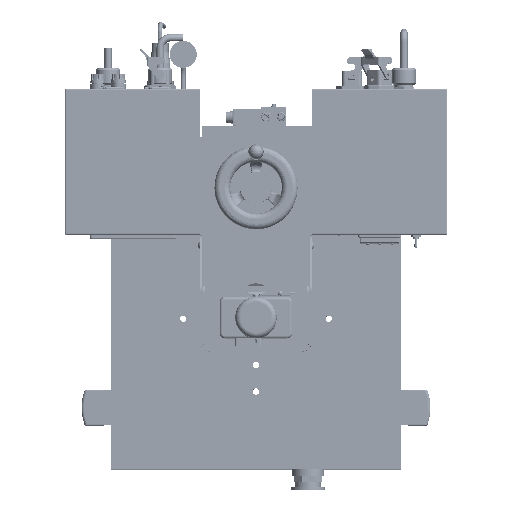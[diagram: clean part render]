
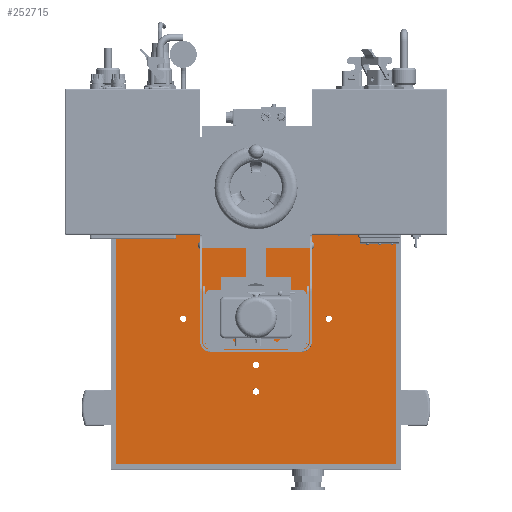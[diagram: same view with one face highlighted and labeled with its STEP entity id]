
A CAD part, top view. The second image highlights one B-rep face of the part: STEP entity #252715.
In plain terms, the highlighted planar face has unit normal (0, 0, 1).
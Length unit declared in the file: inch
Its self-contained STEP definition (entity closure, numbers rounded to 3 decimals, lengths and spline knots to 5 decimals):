
#252388=CARTESIAN_POINT('',(-4.25,1.155,-5.));
#252389=VERTEX_POINT('',#252388);
#252398=CARTESIAN_POINT('',(9.25,1.155,-5.));
#252399=VERTEX_POINT('',#252398);
#252400=CARTESIAN_POINT('',(2.5,1.155,-5.));
#252401=DIRECTION('',(1.,0.,0.));
#252402=VECTOR('',#252401,1.);
#252403=LINE('',#252400,#252402);
#252404=EDGE_CURVE('',#252389,#252399,#252403,.T.);
#252437=CARTESIAN_POINT('',(3.2495,-1.033,-5.));
#252438=VERTEX_POINT('',#252437);
#252445=CARTESIAN_POINT('',(3.4995,-1.033,-5.));
#252446=DIRECTION('',(0.,0.,-1.));
#252447=DIRECTION('',(1.,0.,0.));
#252448=AXIS2_PLACEMENT_3D('',#252445,#252446,#252447);
#252449=CIRCLE('',#252448,0.25);
#252450=EDGE_CURVE('',#252438,#252438,#252449,.T.);
#252470=CARTESIAN_POINT('',(2.2495,-2.22,-5.));
#252471=VERTEX_POINT('',#252470);
#252478=CARTESIAN_POINT('',(2.4995,-2.22,-5.));
#252479=DIRECTION('',(0.,0.,-1.));
#252480=DIRECTION('',(1.,0.,0.));
#252481=AXIS2_PLACEMENT_3D('',#252478,#252479,#252480);
#252482=CIRCLE('',#252481,0.25);
#252483=EDGE_CURVE('',#252471,#252471,#252482,.T.);
#252503=CARTESIAN_POINT('',(1.2505,-1.033,-5.));
#252504=VERTEX_POINT('',#252503);
#252511=CARTESIAN_POINT('',(1.5005,-1.033,-5.));
#252512=DIRECTION('',(0.,0.,-1.));
#252513=DIRECTION('',(1.,0.,0.));
#252514=AXIS2_PLACEMENT_3D('',#252511,#252512,#252513);
#252515=CIRCLE('',#252514,0.25);
#252516=EDGE_CURVE('',#252504,#252504,#252515,.T.);
#252536=CARTESIAN_POINT('',(2.2495,0.155,-5.));
#252537=VERTEX_POINT('',#252536);
#252544=CARTESIAN_POINT('',(2.4995,0.155,-5.));
#252545=DIRECTION('',(0.,0.,-1.));
#252546=DIRECTION('',(1.,0.,0.));
#252547=AXIS2_PLACEMENT_3D('',#252544,#252545,#252546);
#252548=CIRCLE('',#252547,0.25);
#252549=EDGE_CURVE('',#252537,#252537,#252548,.T.);
#252596=CARTESIAN_POINT('',(9.25,-14.345,-5.));
#252597=VERTEX_POINT('',#252596);
#252598=CARTESIAN_POINT('',(9.25,-6.595,-5.));
#252599=DIRECTION('',(0.,1.,0.));
#252600=VECTOR('',#252599,1.);
#252601=LINE('',#252598,#252600);
#252602=EDGE_CURVE('',#252597,#252399,#252601,.T.);
#252603=ORIENTED_EDGE('',*,*,#252602,.T.);
#252604=ORIENTED_EDGE('',*,*,#252404,.F.);
#252605=CARTESIAN_POINT('',(-4.25,-14.345,-5.));
#252606=VERTEX_POINT('',#252605);
#252607=CARTESIAN_POINT('',(-4.25,-6.595,-5.));
#252608=DIRECTION('',(0.,-1.,0.));
#252609=VECTOR('',#252608,1.);
#252610=LINE('',#252607,#252609);
#252611=EDGE_CURVE('',#252389,#252606,#252610,.T.);
#252612=ORIENTED_EDGE('',*,*,#252611,.T.);
#252613=CARTESIAN_POINT('',(2.5,-14.345,-5.));
#252614=DIRECTION('',(1.,0.,0.));
#252615=VECTOR('',#252614,1.);
#252616=LINE('',#252613,#252615);
#252617=EDGE_CURVE('',#252606,#252597,#252616,.T.);
#252618=ORIENTED_EDGE('',*,*,#252617,.T.);
#252619=EDGE_LOOP('',(#252603,#252604,#252612,#252618));
#252620=FACE_OUTER_BOUND('',#252619,.T.);
#252621=ORIENTED_EDGE('',*,*,#252549,.T.);
#252622=EDGE_LOOP('',(#252621));
#252623=FACE_BOUND('',#252622,.T.);
#252624=ORIENTED_EDGE('',*,*,#252516,.T.);
#252625=EDGE_LOOP('',(#252624));
#252626=FACE_BOUND('',#252625,.T.);
#252627=ORIENTED_EDGE('',*,*,#252483,.T.);
#252628=EDGE_LOOP('',(#252627));
#252629=FACE_BOUND('',#252628,.T.);
#252630=ORIENTED_EDGE('',*,*,#252450,.T.);
#252631=EDGE_LOOP('',(#252630));
#252632=FACE_BOUND('',#252631,.T.);
#252633=CARTESIAN_POINT('',(2.6565,-5.12625,-5.));
#252634=VERTEX_POINT('',#252633);
#252635=CARTESIAN_POINT('',(2.5,-5.12625,-5.));
#252636=DIRECTION('',(0.,0.,-1.));
#252637=DIRECTION('',(1.,0.,0.));
#252638=AXIS2_PLACEMENT_3D('',#252635,#252636,#252637);
#252639=CIRCLE('',#252638,0.1565);
#252640=EDGE_CURVE('',#252634,#252634,#252639,.T.);
#252641=ORIENTED_EDGE('',*,*,#252640,.T.);
#252642=EDGE_LOOP('',(#252641));
#252643=FACE_BOUND('',#252642,.T.);
#252644=CARTESIAN_POINT('',(6.1565,-7.345,-5.));
#252645=VERTEX_POINT('',#252644);
#252646=CARTESIAN_POINT('',(6.,-7.345,-5.));
#252647=DIRECTION('',(0.,0.,-1.));
#252648=DIRECTION('',(1.,0.,0.));
#252649=AXIS2_PLACEMENT_3D('',#252646,#252647,#252648);
#252650=CIRCLE('',#252649,0.1565);
#252651=EDGE_CURVE('',#252645,#252645,#252650,.T.);
#252652=ORIENTED_EDGE('',*,*,#252651,.T.);
#252653=EDGE_LOOP('',(#252652));
#252654=FACE_BOUND('',#252653,.T.);
#252655=CARTESIAN_POINT('',(4.87525,-7.345,-5.));
#252656=VERTEX_POINT('',#252655);
#252657=CARTESIAN_POINT('',(4.71875,-7.345,-5.));
#252658=DIRECTION('',(0.,0.,-1.));
#252659=DIRECTION('',(1.,0.,0.));
#252660=AXIS2_PLACEMENT_3D('',#252657,#252658,#252659);
#252661=CIRCLE('',#252660,0.1565);
#252662=EDGE_CURVE('',#252656,#252656,#252661,.T.);
#252663=ORIENTED_EDGE('',*,*,#252662,.T.);
#252664=EDGE_LOOP('',(#252663));
#252665=FACE_BOUND('',#252664,.T.);
#252666=CARTESIAN_POINT('',(-0.8435,-7.345,-5.));
#252667=VERTEX_POINT('',#252666);
#252668=CARTESIAN_POINT('',(-1.,-7.345,-5.));
#252669=DIRECTION('',(0.,0.,-1.));
#252670=DIRECTION('',(1.,0.,0.));
#252671=AXIS2_PLACEMENT_3D('',#252668,#252669,#252670);
#252672=CIRCLE('',#252671,0.1565);
#252673=EDGE_CURVE('',#252667,#252667,#252672,.T.);
#252674=ORIENTED_EDGE('',*,*,#252673,.T.);
#252675=EDGE_LOOP('',(#252674));
#252676=FACE_BOUND('',#252675,.T.);
#252677=CARTESIAN_POINT('',(0.43775,-7.345,-5.));
#252678=VERTEX_POINT('',#252677);
#252679=CARTESIAN_POINT('',(0.28125,-7.345,-5.));
#252680=DIRECTION('',(0.,0.,-1.));
#252681=DIRECTION('',(1.,0.,0.));
#252682=AXIS2_PLACEMENT_3D('',#252679,#252680,#252681);
#252683=CIRCLE('',#252682,0.1565);
#252684=EDGE_CURVE('',#252678,#252678,#252683,.T.);
#252685=ORIENTED_EDGE('',*,*,#252684,.T.);
#252686=EDGE_LOOP('',(#252685));
#252687=FACE_BOUND('',#252686,.T.);
#252688=CARTESIAN_POINT('',(2.6565,-9.56375,-5.));
#252689=VERTEX_POINT('',#252688);
#252690=CARTESIAN_POINT('',(2.5,-9.56375,-5.));
#252691=DIRECTION('',(0.,0.,-1.));
#252692=DIRECTION('',(1.,0.,0.));
#252693=AXIS2_PLACEMENT_3D('',#252690,#252691,#252692);
#252694=CIRCLE('',#252693,0.1565);
#252695=EDGE_CURVE('',#252689,#252689,#252694,.T.);
#252696=ORIENTED_EDGE('',*,*,#252695,.T.);
#252697=EDGE_LOOP('',(#252696));
#252698=FACE_BOUND('',#252697,.T.);
#252699=CARTESIAN_POINT('',(2.6565,-10.845,-5.));
#252700=VERTEX_POINT('',#252699);
#252701=CARTESIAN_POINT('',(2.5,-10.845,-5.));
#252702=DIRECTION('',(0.,0.,-1.));
#252703=DIRECTION('',(1.,0.,0.));
#252704=AXIS2_PLACEMENT_3D('',#252701,#252702,#252703);
#252705=CIRCLE('',#252704,0.1565);
#252706=EDGE_CURVE('',#252700,#252700,#252705,.T.);
#252707=ORIENTED_EDGE('',*,*,#252706,.T.);
#252708=EDGE_LOOP('',(#252707));
#252709=FACE_BOUND('',#252708,.T.);
#252710=CARTESIAN_POINT('',(2.5,-6.595,-5.));
#252711=DIRECTION('',(0.,0.,1.));
#252712=DIRECTION('',(1.,0.,0.));
#252713=AXIS2_PLACEMENT_3D('',#252710,#252711,#252712);
#252714=PLANE('',#252713);
#252715=ADVANCED_FACE('',(#252620,#252623,#252626,#252629,#252632,#252643,#252654,#252665,#252676,#252687,#252698,#252709),#252714,.T.);
